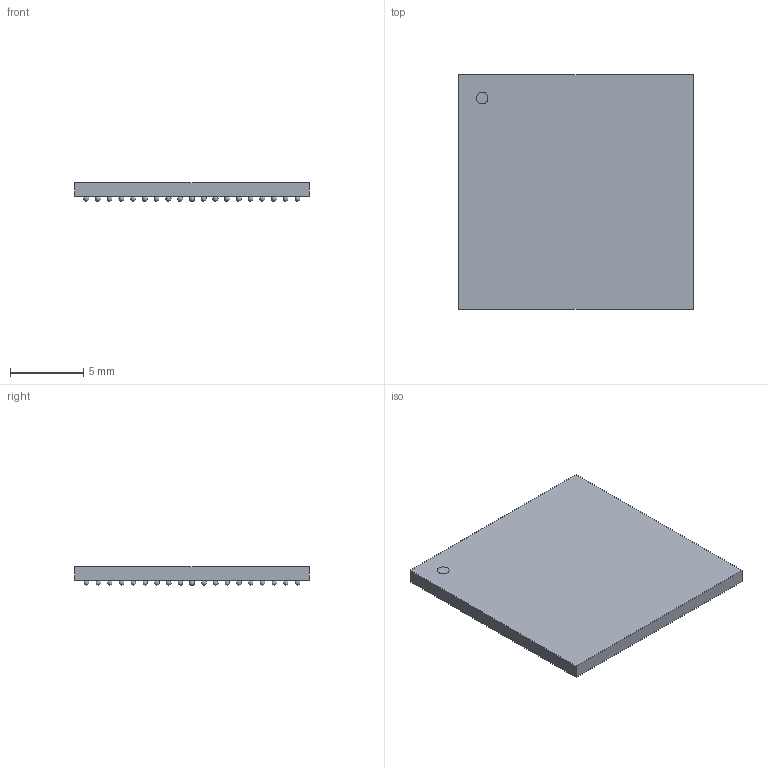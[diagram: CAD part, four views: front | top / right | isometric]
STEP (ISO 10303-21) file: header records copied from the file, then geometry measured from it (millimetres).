
FILE_DESCRIPTION(('STEP AP214'),'1');
FILE_NAME('LFBGA354_16X16_STM','2025-08-31T02:27:15',(''),(''),'','','');
FILE_SCHEMA(('AUTOMOTIVE_DESIGN'));
Length unit declared in the file: millimetre
Products named in the file (1): product
Bounding box: 16 x 16 x 1.3 mm (x, y, z)
Volume: 257.4 mm3; surface area: 854.6 mm2
Topology: 710 solids, 710 shells, 717 faces, 2139 edges, 1426 vertices
Faces by surface type: sphere 708, plane 8, cylinder 1
Full cylindrical faces by diameter (mm): 0.8 x1
Entity records: 6745 total; most frequent: DIRECTION 1454, CARTESIAN_POINT 731, AXIS2_PLACEMENT_3D 721, STYLED_ITEM 717, ADVANCED_FACE 717, MANIFOLD_SOLID_BREP 710, CLOSED_SHELL 710, SPHERICAL_SURFACE 708
